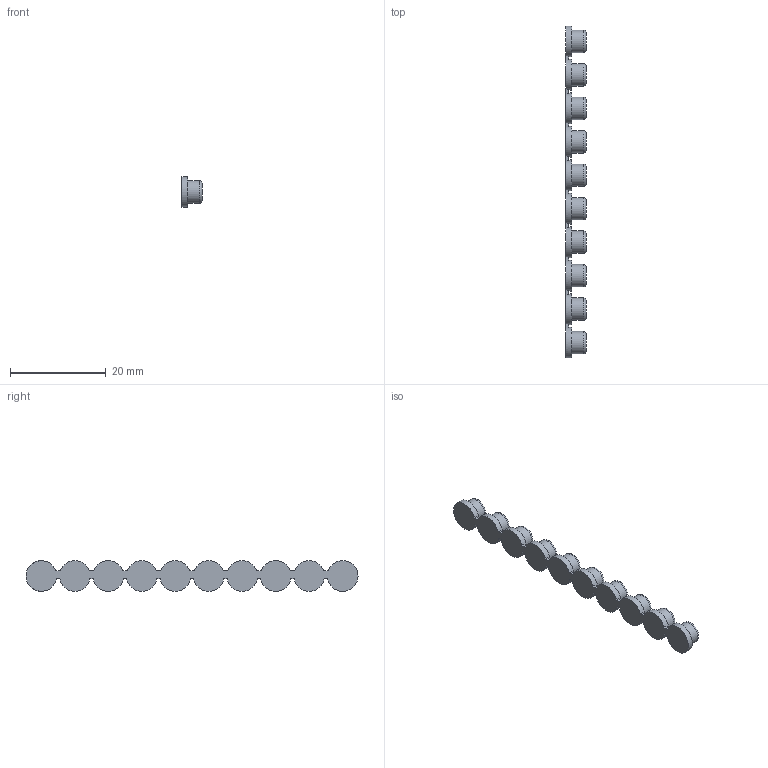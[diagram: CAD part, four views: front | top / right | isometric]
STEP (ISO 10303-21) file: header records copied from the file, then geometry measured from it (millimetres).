
FILE_DESCRIPTION(/* description */ ('','CAx-IF Rec.Pracs.---Representation and Presentation of Product Manufacturing Information (PMI)---4.0---2014-10-13'),/* implementation_level */ '2;1');
FILE_NAME(/* name */ 'ThymeWatchRoundButtons9.step',/* time_stamp */ '2024-12-30T09:37:51+08:00',/* author */ (''),/* organization */ (''),/* preprocessor_version */ 'ST-DEVELOPER v20',/* originating_system */ 'Autodesk Translation Framework v13.20.0.188',/* authorisation */ '');
FILE_SCHEMA (('AP242_MANAGED_MODEL_BASED_3D_ENGINEERING_MIM_LF { 1 0 10303 442 1 1 4 }'));
Length unit declared in the file: millimetre
Products named in the file (1): 方形ThymeWatch手表V2
Bounding box: 4.22 x 69.4 x 6.4 mm (x, y, z)
Volume: 909.4 mm3; surface area: 1304.1 mm2
Topology: 1 solids, 1 shells, 78 faces, 198 edges, 132 vertices
Faces by surface type: plane 48, cylinder 20, torus 10
Full cylindrical faces by diameter (mm): 4.7 x10, 6.4 x10
Entity records: 2448 total; most frequent: DIRECTION 462, CARTESIAN_POINT 409, ORIENTED_EDGE 396, EDGE_CURVE 198, AXIS2_PLACEMENT_3D 185, VERTEX_POINT 132, CIRCLE 106, LINE 92
